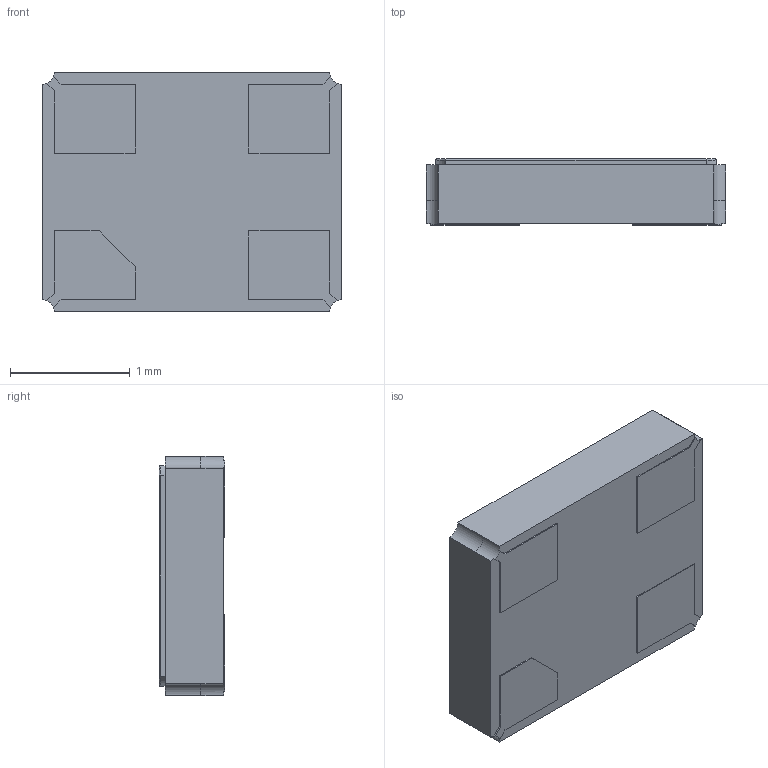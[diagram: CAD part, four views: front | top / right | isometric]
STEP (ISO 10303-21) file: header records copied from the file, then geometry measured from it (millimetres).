
FILE_DESCRIPTION (( 'STEP AP214' ), '1' );
FILE_NAME ('Crystal SMD 2520.step', '2025-07-05T10:06:16', ( '' ), ( '' ), 'SwSTEP 2.0', 'SolidWorks 2025', '' );
FILE_SCHEMA (( 'AUTOMOTIVE_DESIGN' ));
Length unit declared in the file: millimetre
Products named in the file (1): Crystal SMD 2520
Bounding box: 2.5 x 0.55 x 2 mm (x, y, z)
Volume: 2.7 mm3; surface area: 14.7 mm2
Topology: 1 solids, 1 shells, 60 faces, 163 edges, 106 vertices
Faces by surface type: plane 40, cylinder 16, torus 4
Entity records: 2653 total; most frequent: CARTESIAN_POINT 474, ORIENTED_EDGE 326, DIRECTION 309, EDGE_CURVE 163, LINE 123, VECTOR 123, VERTEX_POINT 106, AXIS2_PLACEMENT_3D 93
